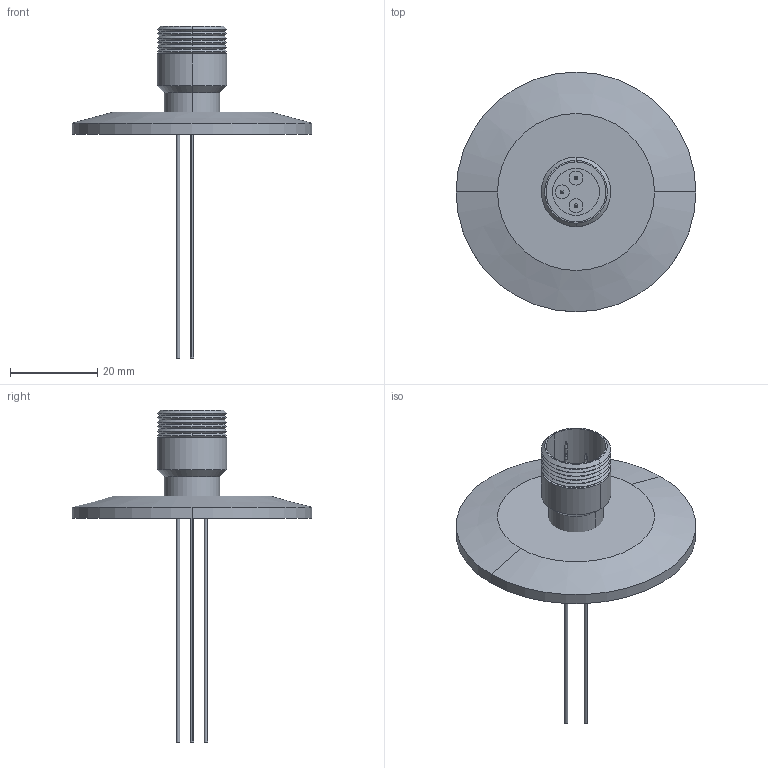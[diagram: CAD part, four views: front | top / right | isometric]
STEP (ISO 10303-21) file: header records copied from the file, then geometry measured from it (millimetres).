
FILE_DESCRIPTION (( 'STEP AP203' ), '1' );
FILE_NAME ('A1622-2-QF.STEP', '2012-11-16T20:17:09', ( '' ), ( '' ), 'SwSTEP 2.0', 'SolidWorks 2012', '' );
FILE_SCHEMA (( 'CONFIG_CONTROL_DESIGN' ));
Length unit declared in the file: inch
Products named in the file (1): A1622-2-QF
Bounding box: 54.86 x 54.86 x 75.95 mm (x, y, z)
Volume: 10217.4 mm3; surface area: 9140 mm2
Topology: 2 solids, 5 shells, 134 faces, 278 edges, 172 vertices
Faces by surface type: cylinder 54, cone 46, plane 28, bspline 6
Entity records: 3747 total; most frequent: DIRECTION 702, CARTESIAN_POINT 693, ORIENTED_EDGE 556, AXIS2_PLACEMENT_3D 301, EDGE_CURVE 278, CIRCLE 172, VERTEX_POINT 172, EDGE_LOOP 160
